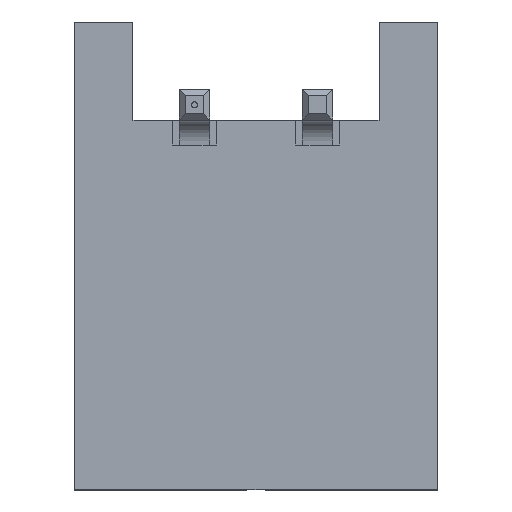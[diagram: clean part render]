
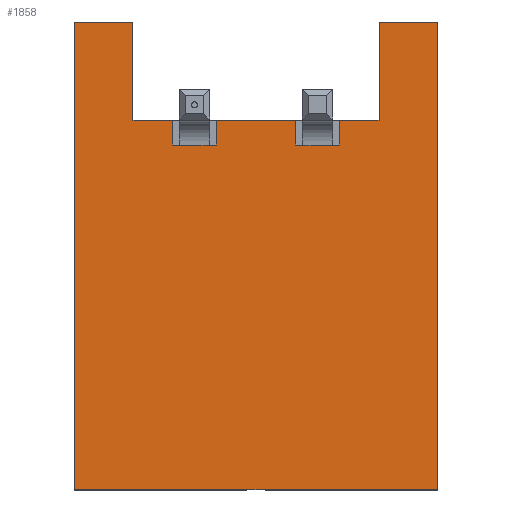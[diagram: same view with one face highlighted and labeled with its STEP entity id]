
A CAD part, top view. The second image highlights one B-rep face of the part: STEP entity #1858.
In plain terms, the highlighted face is planar.
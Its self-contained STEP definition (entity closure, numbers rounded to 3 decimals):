
#29 = CARTESIAN_POINT ( 'NONE',  ( 0.35, 0., -0.65 ) ) ;
#82 = LINE ( 'NONE', #1229, #2025 ) ;
#132 = LINE ( 'NONE', #1673, #2623 ) ;
#143 = VECTOR ( 'NONE', #3337, 1000. ) ;
#148 = EDGE_CURVE ( 'NONE', #1309, #4605, #4532, .T. ) ;
#160 = VERTEX_POINT ( 'NONE', #4561 ) ;
#170 = VECTOR ( 'NONE', #4136, 1000. ) ;
#173 = ORIENTED_EDGE ( 'NONE', *, *, #4768, .T. ) ;
#176 = VERTEX_POINT ( 'NONE', #2242 ) ;
#197 = VECTOR ( 'NONE', #1117, 1000. ) ;
#388 = CARTESIAN_POINT ( 'NONE',  ( 3.95, 0., -6.25 ) ) ;
#392 = VECTOR ( 'NONE', #4195, 1000. ) ;
#437 = VERTEX_POINT ( 'NONE', #1486 ) ;
#447 = EDGE_CURVE ( 'NONE', #3351, #176, #2672, .T. ) ;
#466 = CARTESIAN_POINT ( 'NONE',  ( -0.35, 0., -0.25 ) ) ;
#541 = VERTEX_POINT ( 'NONE', #3718 ) ;
#679 = CARTESIAN_POINT ( 'NONE',  ( 2.35, 0., -0.65 ) ) ;
#684 = LINE ( 'NONE', #2159, #143 ) ;
#693 = ORIENTED_EDGE ( 'NONE', *, *, #148, .F. ) ;
#722 = VERTEX_POINT ( 'NONE', #3764 ) ;
#737 = VECTOR ( 'NONE', #2006, 1000. ) ;
#760 = CARTESIAN_POINT ( 'NONE',  ( -0.35, 0., -0.65 ) ) ;
#799 = VERTEX_POINT ( 'NONE', #1595 ) ;
#819 = ORIENTED_EDGE ( 'NONE', *, *, #1075, .F. ) ;
#844 = CARTESIAN_POINT ( 'NONE',  ( 3., 0., -0.25 ) ) ;
#846 = EDGE_CURVE ( 'NONE', #1309, #4050, #132, .T. ) ;
#926 = EDGE_CURVE ( 'NONE', #437, #3139, #684, .T. ) ;
#976 = CARTESIAN_POINT ( 'NONE',  ( 3., 0., 1.35 ) ) ;
#977 = VECTOR ( 'NONE', #4599, 1000. ) ;
#995 = VECTOR ( 'NONE', #1178, 1000. ) ;
#1000 = CARTESIAN_POINT ( 'NONE',  ( 1.65, 0., -0.65 ) ) ;
#1024 = CARTESIAN_POINT ( 'NONE',  ( 3.95, 0., -6.25 ) ) ;
#1026 = LINE ( 'NONE', #3381, #170 ) ;
#1048 = FACE_OUTER_BOUND ( 'NONE', #4892, .T. ) ;
#1073 = LINE ( 'NONE', #1000, #4059 ) ;
#1075 = EDGE_CURVE ( 'NONE', #3254, #160, #1095, .T. ) ;
#1095 = LINE ( 'NONE', #4487, #3499 ) ;
#1117 = DIRECTION ( 'NONE',  ( -1., 0., 0. ) ) ;
#1135 = VECTOR ( 'NONE', #3665, 1000. ) ;
#1178 = DIRECTION ( 'NONE',  ( 0., 0., 1. ) ) ;
#1229 = CARTESIAN_POINT ( 'NONE',  ( -1., 0., 1.35 ) ) ;
#1273 = ORIENTED_EDGE ( 'NONE', *, *, #3122, .T. ) ;
#1309 = VERTEX_POINT ( 'NONE', #1024 ) ;
#1486 = CARTESIAN_POINT ( 'NONE',  ( -0.35, 0., -0.65 ) ) ;
#1489 = DIRECTION ( 'NONE',  ( 1., 0., 0. ) ) ;
#1595 = CARTESIAN_POINT ( 'NONE',  ( 3., 0., 1.35 ) ) ;
#1603 = VERTEX_POINT ( 'NONE', #3501 ) ;
#1643 = VECTOR ( 'NONE', #1995, 1000. ) ;
#1673 = CARTESIAN_POINT ( 'NONE',  ( 3.95, 0., -6.25 ) ) ;
#1858 = ADVANCED_FACE ( 'NONE', ( #1048 ), #2572, .F. ) ;
#1892 = EDGE_CURVE ( 'NONE', #4894, #722, #3975, .T. ) ;
#1926 = CARTESIAN_POINT ( 'NONE',  ( 1.65, 0., -0.25 ) ) ;
#1932 = LINE ( 'NONE', #3464, #737 ) ;
#1959 = LINE ( 'NONE', #29, #995 ) ;
#1995 = DIRECTION ( 'NONE',  ( 0., 0., 1. ) ) ;
#2006 = DIRECTION ( 'NONE',  ( 0., 0., 1. ) ) ;
#2017 = DIRECTION ( 'NONE',  ( 0., 1., 0. ) ) ;
#2025 = VECTOR ( 'NONE', #3814, 1000. ) ;
#2147 = ORIENTED_EDGE ( 'NONE', *, *, #4862, .F. ) ;
#2159 = CARTESIAN_POINT ( 'NONE',  ( -0.35, 0., -0.65 ) ) ;
#2242 = CARTESIAN_POINT ( 'NONE',  ( 0.35, 0., -0.25 ) ) ;
#2269 = EDGE_CURVE ( 'NONE', #3254, #3351, #1073, .T. ) ;
#2343 = ORIENTED_EDGE ( 'NONE', *, *, #3585, .F. ) ;
#2387 = AXIS2_PLACEMENT_3D ( 'NONE', #3574, #2017, #4310 ) ;
#2572 = PLANE ( 'NONE',  #2387 ) ;
#2593 = VECTOR ( 'NONE', #1489, 1000. ) ;
#2604 = VECTOR ( 'NONE', #3790, 1000. ) ;
#2623 = VECTOR ( 'NONE', #4356, 1000. ) ;
#2672 = LINE ( 'NONE', #4097, #2604 ) ;
#2812 = ORIENTED_EDGE ( 'NONE', *, *, #2269, .T. ) ;
#2883 = LINE ( 'NONE', #976, #2593 ) ;
#2920 = CARTESIAN_POINT ( 'NONE',  ( -1., 0., -0.25 ) ) ;
#2998 = EDGE_CURVE ( 'NONE', #4796, #4915, #3413, .T. ) ;
#3024 = EDGE_CURVE ( 'NONE', #437, #1603, #4201, .T. ) ;
#3090 = ORIENTED_EDGE ( 'NONE', *, *, #4524, .F. ) ;
#3122 = EDGE_CURVE ( 'NONE', #3139, #4894, #1026, .T. ) ;
#3139 = VERTEX_POINT ( 'NONE', #466 ) ;
#3170 = CARTESIAN_POINT ( 'NONE',  ( 2.35, 0., -0.25 ) ) ;
#3193 = CARTESIAN_POINT ( 'NONE',  ( -1., 0., -0.25 ) ) ;
#3225 = ORIENTED_EDGE ( 'NONE', *, *, #447, .T. ) ;
#3254 = VERTEX_POINT ( 'NONE', #4840 ) ;
#3337 = DIRECTION ( 'NONE',  ( 0., 0., 1. ) ) ;
#3351 = VERTEX_POINT ( 'NONE', #1926 ) ;
#3381 = CARTESIAN_POINT ( 'NONE',  ( 3.95, 0., -0.25 ) ) ;
#3413 = LINE ( 'NONE', #4591, #392 ) ;
#3464 = CARTESIAN_POINT ( 'NONE',  ( -1.95, 0., -6.25 ) ) ;
#3490 = CARTESIAN_POINT ( 'NONE',  ( 3., 0., -0.25 ) ) ;
#3499 = VECTOR ( 'NONE', #4096, 1000. ) ;
#3501 = CARTESIAN_POINT ( 'NONE',  ( 0.35, 0., -0.65 ) ) ;
#3511 = ORIENTED_EDGE ( 'NONE', *, *, #4693, .F. ) ;
#3527 = CARTESIAN_POINT ( 'NONE',  ( -1.95, 0., -6.25 ) ) ;
#3574 = CARTESIAN_POINT ( 'NONE',  ( 3.95, 0., -6.25 ) ) ;
#3585 = EDGE_CURVE ( 'NONE', #4796, #799, #3849, .T. ) ;
#3596 = ORIENTED_EDGE ( 'NONE', *, *, #846, .T. ) ;
#3665 = DIRECTION ( 'NONE',  ( 0., 0., 1. ) ) ;
#3718 = CARTESIAN_POINT ( 'NONE',  ( -1.95, 0., 1.35 ) ) ;
#3741 = CARTESIAN_POINT ( 'NONE',  ( 3.95, 0., 1.35 ) ) ;
#3764 = CARTESIAN_POINT ( 'NONE',  ( -1., 0., 1.35 ) ) ;
#3769 = ORIENTED_EDGE ( 'NONE', *, *, #926, .T. ) ;
#3790 = DIRECTION ( 'NONE',  ( -1., 0., 0. ) ) ;
#3804 = DIRECTION ( 'NONE',  ( 0., 0., 1. ) ) ;
#3814 = DIRECTION ( 'NONE',  ( -1., 0., 0. ) ) ;
#3849 = LINE ( 'NONE', #844, #1643 ) ;
#3975 = LINE ( 'NONE', #2920, #1135 ) ;
#4050 = VERTEX_POINT ( 'NONE', #3741 ) ;
#4052 = DIRECTION ( 'NONE',  ( 0., 0., 1. ) ) ;
#4059 = VECTOR ( 'NONE', #4052, 1000. ) ;
#4097 = CARTESIAN_POINT ( 'NONE',  ( 3.95, 0., -0.25 ) ) ;
#4096 = DIRECTION ( 'NONE',  ( 1., 0., 0. ) ) ;
#4136 = DIRECTION ( 'NONE',  ( -1., 0., 0. ) ) ;
#4195 = DIRECTION ( 'NONE',  ( -1., 0., 0. ) ) ;
#4201 = LINE ( 'NONE', #760, #977 ) ;
#4202 = LINE ( 'NONE', #679, #4257 ) ;
#4257 = VECTOR ( 'NONE', #3804, 1000. ) ;
#4310 = DIRECTION ( 'NONE',  ( 1., 0., 0. ) ) ;
#4319 = ORIENTED_EDGE ( 'NONE', *, *, #1892, .T. ) ;
#4356 = DIRECTION ( 'NONE',  ( 0., 0., 1. ) ) ;
#4461 = ORIENTED_EDGE ( 'NONE', *, *, #3024, .F. ) ;
#4487 = CARTESIAN_POINT ( 'NONE',  ( 1.65, 0., -0.65 ) ) ;
#4524 = EDGE_CURVE ( 'NONE', #160, #4915, #4202, .T. ) ;
#4532 = LINE ( 'NONE', #388, #197 ) ;
#4561 = CARTESIAN_POINT ( 'NONE',  ( 2.35, 0., -0.65 ) ) ;
#4591 = CARTESIAN_POINT ( 'NONE',  ( 3.95, 0., -0.25 ) ) ;
#4599 = DIRECTION ( 'NONE',  ( 1., 0., 0. ) ) ;
#4605 = VERTEX_POINT ( 'NONE', #3527 ) ;
#4693 = EDGE_CURVE ( 'NONE', #799, #4050, #2883, .T. ) ;
#4768 = EDGE_CURVE ( 'NONE', #722, #541, #82, .T. ) ;
#4796 = VERTEX_POINT ( 'NONE', #3490 ) ;
#4798 = EDGE_CURVE ( 'NONE', #1603, #176, #1959, .T. ) ;
#4840 = CARTESIAN_POINT ( 'NONE',  ( 1.65, 0., -0.65 ) ) ;
#4862 = EDGE_CURVE ( 'NONE', #4605, #541, #1932, .T. ) ;
#4886 = ORIENTED_EDGE ( 'NONE', *, *, #4798, .F. ) ;
#4892 = EDGE_LOOP ( 'NONE', ( #4964, #3090, #819, #2812, #3225, #4886, #4461, #3769, #1273, #4319, #173, #2147, #693, #3596, #3511, #2343 ) ) ;
#4894 = VERTEX_POINT ( 'NONE', #3193 ) ;
#4915 = VERTEX_POINT ( 'NONE', #3170 ) ;
#4964 = ORIENTED_EDGE ( 'NONE', *, *, #2998, .T. ) ;
